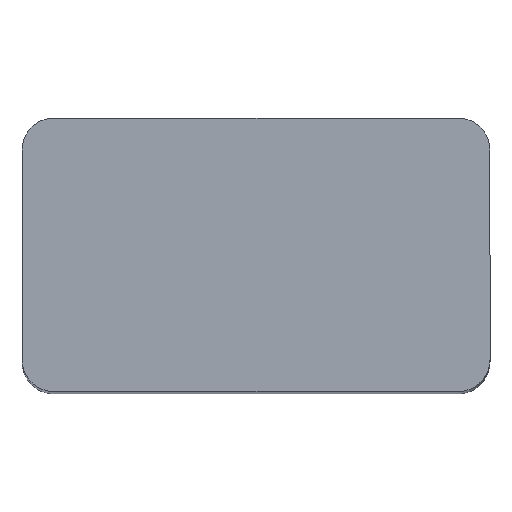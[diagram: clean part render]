
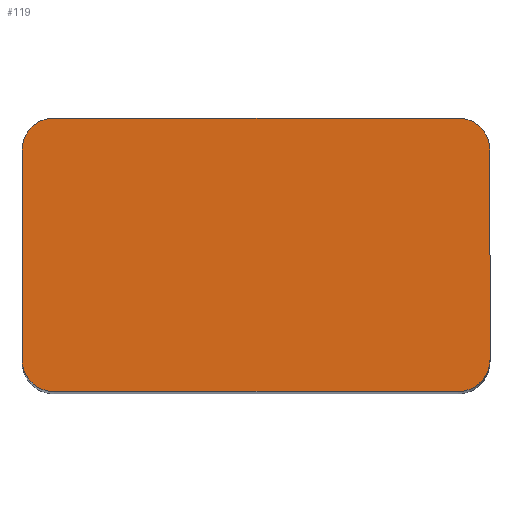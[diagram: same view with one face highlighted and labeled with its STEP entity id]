
A CAD part, top view. The second image highlights one B-rep face of the part: STEP entity #119.
In plain terms, the highlighted planar face has unit normal (0, 0, 1).
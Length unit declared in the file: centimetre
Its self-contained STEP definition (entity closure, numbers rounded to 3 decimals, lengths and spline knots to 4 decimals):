
#2 = LINE ( 'NONE', #228, #77 ) ;
#10 = CARTESIAN_POINT ( 'NONE',  ( -2.2, -0.985, 6.4 ) ) ;
#11 = LINE ( 'NONE', #368, #284 ) ;
#20 = CARTESIAN_POINT ( 'NONE',  ( 2.2, 0.985, 6.4 ) ) ;
#23 = LINE ( 'NONE', #10, #314 ) ;
#26 = VERTEX_POINT ( 'NONE', #239 ) ;
#29 = CARTESIAN_POINT ( 'NONE',  ( 1.9, -1.285, 6.4 ) ) ;
#35 = CARTESIAN_POINT ( 'NONE',  ( -1.9, -0.985, 6.4 ) ) ;
#37 = VERTEX_POINT ( 'NONE', #29 ) ;
#40 = DIRECTION ( 'NONE',  ( 0., 0., 1. ) ) ;
#42 = AXIS2_PLACEMENT_3D ( 'NONE', #254, #40, #311 ) ;
#47 = DIRECTION ( 'NONE',  ( 1., 0., 0. ) ) ;
#51 = CIRCLE ( 'NONE', #263, 0.3 ) ;
#68 = CARTESIAN_POINT ( 'NONE',  ( -1.9, 1.285, 6.4 ) ) ;
#74 = DIRECTION ( 'NONE',  ( 0., 0., 1. ) ) ;
#77 = VECTOR ( 'NONE', #196, 100. ) ;
#79 = ORIENTED_EDGE ( 'NONE', *, *, #114, .T. ) ;
#82 = DIRECTION ( 'NONE',  ( 0., 0., 1. ) ) ;
#84 = AXIS2_PLACEMENT_3D ( 'NONE', #35, #133, #160 ) ;
#85 = VERTEX_POINT ( 'NONE', #102 ) ;
#98 = EDGE_LOOP ( 'NONE', ( #267, #163, #158, #123, #210, #146, #79, #289 ) ) ;
#101 = DIRECTION ( 'NONE',  ( 0., 0., 1. ) ) ;
#102 = CARTESIAN_POINT ( 'NONE',  ( 1.9, 1.285, 6.4 ) ) ;
#113 = CARTESIAN_POINT ( 'NONE',  ( -2.2, -0.985, 6.4 ) ) ;
#114 = EDGE_CURVE ( 'NONE', #148, #127, #174, .T. ) ;
#119 = ADVANCED_FACE ( 'NONE', ( #376 ), #245, .T. ) ;
#123 = ORIENTED_EDGE ( 'NONE', *, *, #349, .T. ) ;
#127 = VERTEX_POINT ( 'NONE', #276 ) ;
#131 = DIRECTION ( 'NONE',  ( 1., 0., 0. ) ) ;
#133 = DIRECTION ( 'NONE',  ( 0., 0., 1. ) ) ;
#137 = CIRCLE ( 'NONE', #157, 0.3 ) ;
#146 = ORIENTED_EDGE ( 'NONE', *, *, #286, .T. ) ;
#148 = VERTEX_POINT ( 'NONE', #68 ) ;
#157 = AXIS2_PLACEMENT_3D ( 'NONE', #274, #101, #131 ) ;
#158 = ORIENTED_EDGE ( 'NONE', *, *, #231, .T. ) ;
#159 = CARTESIAN_POINT ( 'NONE',  ( -1.9, 0.985, 6.4 ) ) ;
#160 = DIRECTION ( 'NONE',  ( 1., 0., 0. ) ) ;
#163 = ORIENTED_EDGE ( 'NONE', *, *, #345, .T. ) ;
#171 = EDGE_CURVE ( 'NONE', #127, #361, #23, .T. ) ;
#174 = CIRCLE ( 'NONE', #179, 0.3 ) ;
#179 = AXIS2_PLACEMENT_3D ( 'NONE', #159, #74, #273 ) ;
#196 = DIRECTION ( 'NONE',  ( 0., 1., 0. ) ) ;
#210 = ORIENTED_EDGE ( 'NONE', *, *, #362, .T. ) ;
#218 = DIRECTION ( 'NONE',  ( 0., -1., 0. ) ) ;
#228 = CARTESIAN_POINT ( 'NONE',  ( 2.2, -0.985, 6.4 ) ) ;
#229 = CARTESIAN_POINT ( 'NONE',  ( 2.2, -0.985, 6.4 ) ) ;
#231 = EDGE_CURVE ( 'NONE', #37, #293, #137, .T. ) ;
#239 = CARTESIAN_POINT ( 'NONE',  ( -1.9, -1.285, 6.4 ) ) ;
#245 = PLANE ( 'NONE',  #84 ) ;
#247 = EDGE_CURVE ( 'NONE', #361, #26, #306, .T. ) ;
#249 = VECTOR ( 'NONE', #309, 100. ) ;
#254 = CARTESIAN_POINT ( 'NONE',  ( -1.9, -0.985, 6.4 ) ) ;
#263 = AXIS2_PLACEMENT_3D ( 'NONE', #334, #82, #47 ) ;
#267 = ORIENTED_EDGE ( 'NONE', *, *, #247, .T. ) ;
#273 = DIRECTION ( 'NONE',  ( -1., 0., 0. ) ) ;
#274 = CARTESIAN_POINT ( 'NONE',  ( 1.9, -0.985, 6.4 ) ) ;
#276 = CARTESIAN_POINT ( 'NONE',  ( -2.2, 0.985, 6.4 ) ) ;
#283 = DIRECTION ( 'NONE',  ( 1., 0., 0. ) ) ;
#284 = VECTOR ( 'NONE', #283, 100. ) ;
#285 = VERTEX_POINT ( 'NONE', #20 ) ;
#286 = EDGE_CURVE ( 'NONE', #85, #148, #351, .T. ) ;
#289 = ORIENTED_EDGE ( 'NONE', *, *, #171, .T. ) ;
#293 = VERTEX_POINT ( 'NONE', #229 ) ;
#306 = CIRCLE ( 'NONE', #42, 0.3 ) ;
#309 = DIRECTION ( 'NONE',  ( -1., 0., 0. ) ) ;
#311 = DIRECTION ( 'NONE',  ( 1., 0., 0. ) ) ;
#314 = VECTOR ( 'NONE', #218, 100. ) ;
#334 = CARTESIAN_POINT ( 'NONE',  ( 1.9, 0.985, 6.4 ) ) ;
#345 = EDGE_CURVE ( 'NONE', #26, #37, #11, .T. ) ;
#349 = EDGE_CURVE ( 'NONE', #293, #285, #2, .T. ) ;
#351 = LINE ( 'NONE', #364, #249 ) ;
#361 = VERTEX_POINT ( 'NONE', #113 ) ;
#362 = EDGE_CURVE ( 'NONE', #285, #85, #51, .T. ) ;
#364 = CARTESIAN_POINT ( 'NONE',  ( -1.9, 1.285, 6.4 ) ) ;
#368 = CARTESIAN_POINT ( 'NONE',  ( -1.9, -1.285, 6.4 ) ) ;
#376 = FACE_OUTER_BOUND ( 'NONE', #98, .T. ) ;
